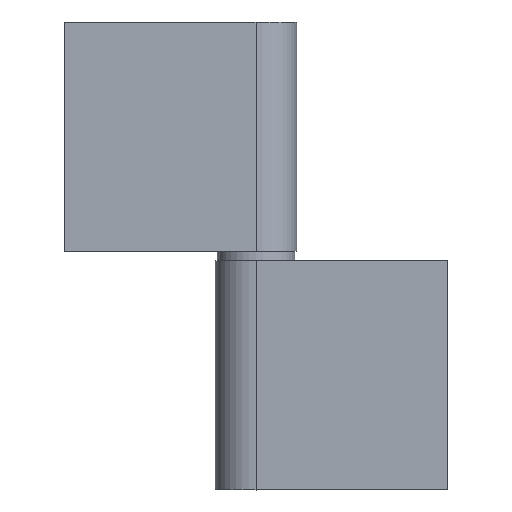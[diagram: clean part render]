
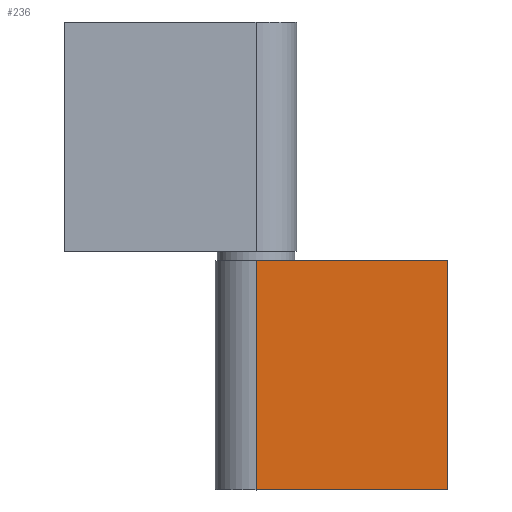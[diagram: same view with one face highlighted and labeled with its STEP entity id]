
A CAD part, top view. The second image highlights one B-rep face of the part: STEP entity #236.
In plain terms, the highlighted planar face has unit normal (0, 0, 1).
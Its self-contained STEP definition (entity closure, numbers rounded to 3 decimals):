
#77 = VERTEX_POINT ( 'NONE', #318 ) ;
#79 = EDGE_CURVE ( 'NONE', #231, #77, #360, .T. ) ;
#87 = EDGE_CURVE ( 'NONE', #231, #88, #312, .T. ) ;
#88 = VERTEX_POINT ( 'NONE', #308 ) ;
#219 = VERTEX_POINT ( 'NONE', #540 ) ;
#221 = EDGE_CURVE ( 'NONE', #77, #219, #539, .T. ) ;
#231 = VERTEX_POINT ( 'NONE', #590 ) ;
#236 = ADVANCED_FACE ( 'NONE', ( #580 ), #579, .F. ) ;
#237 = EDGE_LOOP ( 'NONE', ( #238, #239, #241, #242 ) ) ;
#238 = ORIENTED_EDGE ( 'NONE', *, *, #221, .T. ) ;
#239 = ORIENTED_EDGE ( 'NONE', *, *, #240, .F. ) ;
#240 = EDGE_CURVE ( 'NONE', #88, #219, #571, .T. ) ;
#241 = ORIENTED_EDGE ( 'NONE', *, *, #87, .F. ) ;
#242 = ORIENTED_EDGE ( 'NONE', *, *, #79, .T. ) ;
#308 = CARTESIAN_POINT ( 'NONE',  ( 82., 98., 17.5 ) ) ;
#309 = DIRECTION ( 'NONE',  ( 1., 0., 0. ) ) ;
#310 = VECTOR ( 'NONE', #309, 1000. ) ;
#311 = CARTESIAN_POINT ( 'NONE',  ( 0., 98., 17.5 ) ) ;
#312 = LINE ( 'NONE', #311, #310 ) ;
#318 = CARTESIAN_POINT ( 'NONE',  ( 0., 0., 17.5 ) ) ;
#357 = DIRECTION ( 'NONE',  ( 0., -1., 0. ) ) ;
#358 = VECTOR ( 'NONE', #357, 1000. ) ;
#359 = CARTESIAN_POINT ( 'NONE',  ( 0., 98., 17.5 ) ) ;
#360 = LINE ( 'NONE', #359, #358 ) ;
#536 = DIRECTION ( 'NONE',  ( 1., 0., 0. ) ) ;
#537 = VECTOR ( 'NONE', #536, 1000. ) ;
#538 = CARTESIAN_POINT ( 'NONE',  ( 0., 0., 17.5 ) ) ;
#539 = LINE ( 'NONE', #538, #537 ) ;
#540 = CARTESIAN_POINT ( 'NONE',  ( 82., 0., 17.5 ) ) ;
#568 = DIRECTION ( 'NONE',  ( 0., -1., 0. ) ) ;
#569 = VECTOR ( 'NONE', #568, 1000. ) ;
#570 = CARTESIAN_POINT ( 'NONE',  ( 82., 98., 17.5 ) ) ;
#571 = LINE ( 'NONE', #570, #569 ) ;
#572 = DIRECTION ( 'NONE',  ( -1., 0., 0. ) ) ;
#573 = DIRECTION ( 'NONE',  ( 0., 0., -1. ) ) ;
#577 = CARTESIAN_POINT ( 'NONE',  ( 0., 98., 17.5 ) ) ;
#578 = AXIS2_PLACEMENT_3D ( 'NONE', #577, #573, #572 ) ;
#579 = PLANE ( 'NONE',  #578 ) ;
#580 = FACE_OUTER_BOUND ( 'NONE', #237, .T. ) ;
#590 = CARTESIAN_POINT ( 'NONE',  ( 0., 98., 17.5 ) ) ;
